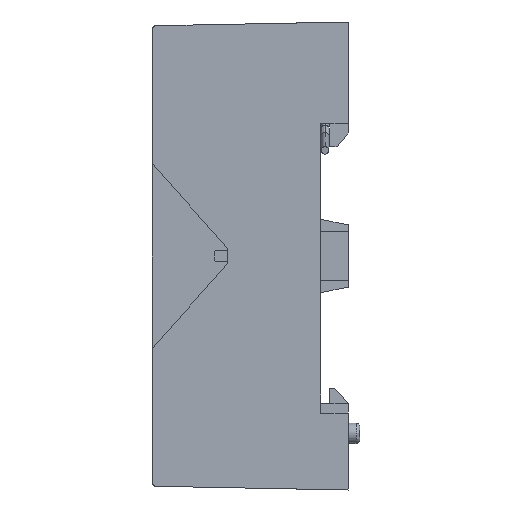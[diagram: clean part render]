
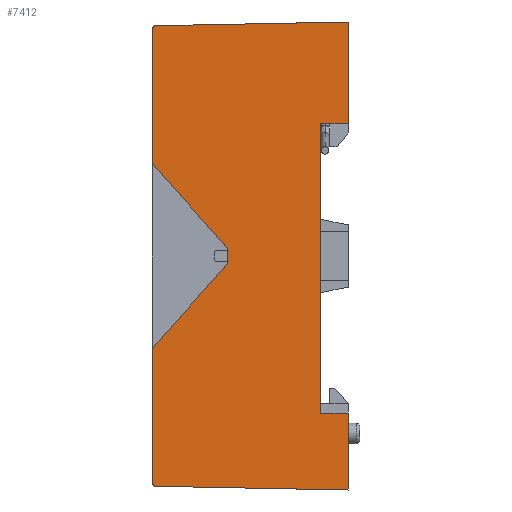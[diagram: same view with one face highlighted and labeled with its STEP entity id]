
A CAD part, left-side view. The second image highlights one B-rep face of the part: STEP entity #7412.
In plain terms, the highlighted planar face has unit normal (-1, 0, 0).
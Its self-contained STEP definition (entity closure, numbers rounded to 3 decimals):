
#23 = ORIENTED_EDGE ( 'NONE', *, *, #3294, .F. ) ;
#265 = DIRECTION ( 'NONE',  ( 0., 0., -1. ) ) ;
#819 = EDGE_CURVE ( 'NONE', #15855, #19786, #6698, .T. ) ;
#1114 = DIRECTION ( 'NONE',  ( 1., 0., 0. ) ) ;
#1259 = ORIENTED_EDGE ( 'NONE', *, *, #819, .F. ) ;
#1263 = EDGE_CURVE ( 'NONE', #9375, #6127, #6674, .T. ) ;
#1662 = EDGE_CURVE ( 'NONE', #4297, #9375, #7930, .T. ) ;
#1806 = VERTEX_POINT ( 'NONE', #17439 ) ;
#1821 = CARTESIAN_POINT ( 'NONE',  ( -19., 26., 12.25 ) ) ;
#1916 = CARTESIAN_POINT ( 'NONE',  ( -19., 3.7, 0. ) ) ;
#2123 = EDGE_CURVE ( 'NONE', #6127, #6403, #2581, .T. ) ;
#2506 = VECTOR ( 'NONE', #11927, 1000. ) ;
#2581 = LINE ( 'NONE', #15409, #12568 ) ;
#2865 = CARTESIAN_POINT ( 'NONE',  ( -19., 25.51, -30.509 ) ) ;
#3240 = CARTESIAN_POINT ( 'NONE',  ( -19., 16., 1. ) ) ;
#3294 = EDGE_CURVE ( 'NONE', #8067, #12720, #15250, .T. ) ;
#3362 = ORIENTED_EDGE ( 'NONE', *, *, #13046, .F. ) ;
#3720 = PLANE ( 'NONE',  #8871 ) ;
#4013 = EDGE_CURVE ( 'NONE', #22313, #8792, #4350, .T. ) ;
#4261 = DIRECTION ( 'NONE',  ( 0., -1., 0.019 ) ) ;
#4297 = VERTEX_POINT ( 'NONE', #5901 ) ;
#4350 = CIRCLE ( 'NONE', #16153, 0.5 ) ;
#4512 = CARTESIAN_POINT ( 'NONE',  ( -19., 26., 12.25 ) ) ;
#4515 = CARTESIAN_POINT ( 'NONE',  ( -19., 0., 0. ) ) ;
#4653 = CARTESIAN_POINT ( 'NONE',  ( -19., 26., -30.01 ) ) ;
#4712 = VECTOR ( 'NONE', #23728, 1000. ) ;
#5901 = CARTESIAN_POINT ( 'NONE',  ( -19., 0., -31. ) ) ;
#6127 = VERTEX_POINT ( 'NONE', #7710 ) ;
#6324 = ORIENTED_EDGE ( 'NONE', *, *, #18037, .F. ) ;
#6403 = VERTEX_POINT ( 'NONE', #24091 ) ;
#6674 = CIRCLE ( 'NONE', #25156, 0.5 ) ;
#6678 = DIRECTION ( 'NONE',  ( 0., 0., 1. ) ) ;
#6698 = LINE ( 'NONE', #1916, #12029 ) ;
#6961 = CARTESIAN_POINT ( 'NONE',  ( -19., 13., 17.5 ) ) ;
#7133 = CARTESIAN_POINT ( 'NONE',  ( -19., 25.51, -30.509 ) ) ;
#7154 = ORIENTED_EDGE ( 'NONE', *, *, #4013, .F. ) ;
#7223 = VECTOR ( 'NONE', #18692, 1000. ) ;
#7412 = ADVANCED_FACE ( 'NONE', ( #17681 ), #3720, .F. ) ;
#7710 = CARTESIAN_POINT ( 'NONE',  ( -19., 26., -30.01 ) ) ;
#7930 = LINE ( 'NONE', #2865, #12592 ) ;
#8067 = VERTEX_POINT ( 'NONE', #15744 ) ;
#8228 = CARTESIAN_POINT ( 'NONE',  ( -19., 16., 0. ) ) ;
#8305 = ORIENTED_EDGE ( 'NONE', *, *, #11784, .F. ) ;
#8364 = ORIENTED_EDGE ( 'NONE', *, *, #1662, .F. ) ;
#8562 = VERTEX_POINT ( 'NONE', #4512 ) ;
#8792 = VERTEX_POINT ( 'NONE', #11293 ) ;
#8793 = CARTESIAN_POINT ( 'NONE',  ( -19., 26., 30.01 ) ) ;
#8871 = AXIS2_PLACEMENT_3D ( 'NONE', #15607, #23335, #11807 ) ;
#9375 = VERTEX_POINT ( 'NONE', #7133 ) ;
#9562 = CARTESIAN_POINT ( 'NONE',  ( -19., 25.5, -30.01 ) ) ;
#9778 = EDGE_LOOP ( 'NONE', ( #7154, #8305, #19527, #23, #22371, #16814, #21618, #8364, #14549, #11166, #1259, #6324, #23295, #3362 ) ) ;
#10421 = EDGE_CURVE ( 'NONE', #6403, #8067, #23859, .T. ) ;
#10585 = LINE ( 'NONE', #4515, #19637 ) ;
#11166 = ORIENTED_EDGE ( 'NONE', *, *, #24413, .F. ) ;
#11293 = CARTESIAN_POINT ( 'NONE',  ( -19., 25.51, 30.509 ) ) ;
#11503 = LINE ( 'NONE', #1821, #16040 ) ;
#11571 = DIRECTION ( 'NONE',  ( 0., 0., 1. ) ) ;
#11784 = EDGE_CURVE ( 'NONE', #8562, #22313, #22120, .T. ) ;
#11807 = DIRECTION ( 'NONE',  ( 0., 0., -1. ) ) ;
#11876 = VECTOR ( 'NONE', #6678, 1000. ) ;
#11927 = DIRECTION ( 'NONE',  ( 0., -1., 0. ) ) ;
#12029 = VECTOR ( 'NONE', #15720, 1000. ) ;
#12568 = VECTOR ( 'NONE', #15665, 1000. ) ;
#12592 = VECTOR ( 'NONE', #16594, 1000. ) ;
#12720 = VERTEX_POINT ( 'NONE', #3240 ) ;
#12993 = CARTESIAN_POINT ( 'NONE',  ( -19., 25.5, 30.01 ) ) ;
#13046 = EDGE_CURVE ( 'NONE', #8792, #22639, #22971, .T. ) ;
#13822 = EDGE_CURVE ( 'NONE', #1806, #4297, #10585, .T. ) ;
#13824 = CARTESIAN_POINT ( 'NONE',  ( -19., 0., 31. ) ) ;
#14261 = EDGE_CURVE ( 'NONE', #22639, #18412, #15092, .T. ) ;
#14549 = ORIENTED_EDGE ( 'NONE', *, *, #13822, .F. ) ;
#14945 = DIRECTION ( 'NONE',  ( 0., -1., 0. ) ) ;
#15092 = LINE ( 'NONE', #21723, #24713 ) ;
#15235 = DIRECTION ( 'NONE',  ( 0., -0.664, 0.747 ) ) ;
#15250 = LINE ( 'NONE', #8228, #4712 ) ;
#15409 = CARTESIAN_POINT ( 'NONE',  ( -19., 26., -30.01 ) ) ;
#15607 = CARTESIAN_POINT ( 'NONE',  ( -19., 0., 31.372 ) ) ;
#15637 = DIRECTION ( 'NONE',  ( 0., 0.664, 0.747 ) ) ;
#15642 = CARTESIAN_POINT ( 'NONE',  ( -19., 13., -20.8 ) ) ;
#15665 = DIRECTION ( 'NONE',  ( 0., 0., 1. ) ) ;
#15720 = DIRECTION ( 'NONE',  ( 0., 0., -1. ) ) ;
#15744 = CARTESIAN_POINT ( 'NONE',  ( -19., 16., -1. ) ) ;
#15855 = VERTEX_POINT ( 'NONE', #16794 ) ;
#16040 = VECTOR ( 'NONE', #15637, 1000. ) ;
#16153 = AXIS2_PLACEMENT_3D ( 'NONE', #12993, #1114, #14945 ) ;
#16594 = DIRECTION ( 'NONE',  ( 0., 1., 0.019 ) ) ;
#16794 = CARTESIAN_POINT ( 'NONE',  ( -19., 3.7, 17.5 ) ) ;
#16814 = ORIENTED_EDGE ( 'NONE', *, *, #2123, .F. ) ;
#17074 = CARTESIAN_POINT ( 'NONE',  ( -19., 26., -12.25 ) ) ;
#17439 = CARTESIAN_POINT ( 'NONE',  ( -19., 0., -20.8 ) ) ;
#17565 = VECTOR ( 'NONE', #15235, 1000. ) ;
#17656 = LINE ( 'NONE', #6961, #7223 ) ;
#17681 = FACE_OUTER_BOUND ( 'NONE', #9778, .T. ) ;
#18037 = EDGE_CURVE ( 'NONE', #18412, #15855, #17656, .T. ) ;
#18067 = CARTESIAN_POINT ( 'NONE',  ( -19., 0., 31. ) ) ;
#18264 = CARTESIAN_POINT ( 'NONE',  ( -19., 0., 17.5 ) ) ;
#18412 = VERTEX_POINT ( 'NONE', #18264 ) ;
#18496 = VECTOR ( 'NONE', #4261, 1000. ) ;
#18692 = DIRECTION ( 'NONE',  ( 0., 1., 0. ) ) ;
#19527 = ORIENTED_EDGE ( 'NONE', *, *, #19863, .F. ) ;
#19637 = VECTOR ( 'NONE', #20241, 1000. ) ;
#19786 = VERTEX_POINT ( 'NONE', #24879 ) ;
#19863 = EDGE_CURVE ( 'NONE', #12720, #8562, #11503, .T. ) ;
#20241 = DIRECTION ( 'NONE',  ( 0., 0., -1. ) ) ;
#21618 = ORIENTED_EDGE ( 'NONE', *, *, #1263, .F. ) ;
#21723 = CARTESIAN_POINT ( 'NONE',  ( -19., 0., 0. ) ) ;
#22120 = LINE ( 'NONE', #4653, #11876 ) ;
#22313 = VERTEX_POINT ( 'NONE', #8793 ) ;
#22371 = ORIENTED_EDGE ( 'NONE', *, *, #10421, .F. ) ;
#22639 = VERTEX_POINT ( 'NONE', #13824 ) ;
#22971 = LINE ( 'NONE', #18067, #18496 ) ;
#23070 = DIRECTION ( 'NONE',  ( 1., 0., 0. ) ) ;
#23295 = ORIENTED_EDGE ( 'NONE', *, *, #14261, .F. ) ;
#23315 = LINE ( 'NONE', #15642, #2506 ) ;
#23335 = DIRECTION ( 'NONE',  ( 1., 0., 0. ) ) ;
#23728 = DIRECTION ( 'NONE',  ( 0., 0., 1. ) ) ;
#23859 = LINE ( 'NONE', #17074, #17565 ) ;
#24091 = CARTESIAN_POINT ( 'NONE',  ( -19., 26., -12.25 ) ) ;
#24413 = EDGE_CURVE ( 'NONE', #19786, #1806, #23315, .T. ) ;
#24713 = VECTOR ( 'NONE', #265, 1000. ) ;
#24879 = CARTESIAN_POINT ( 'NONE',  ( -19., 3.7, -20.8 ) ) ;
#25156 = AXIS2_PLACEMENT_3D ( 'NONE', #9562, #23070, #11571 ) ;
